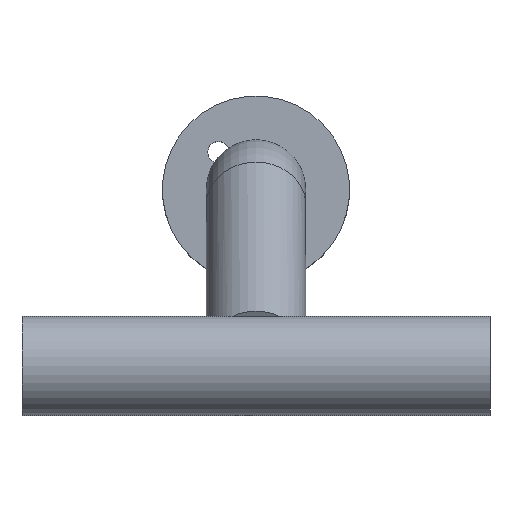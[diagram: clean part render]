
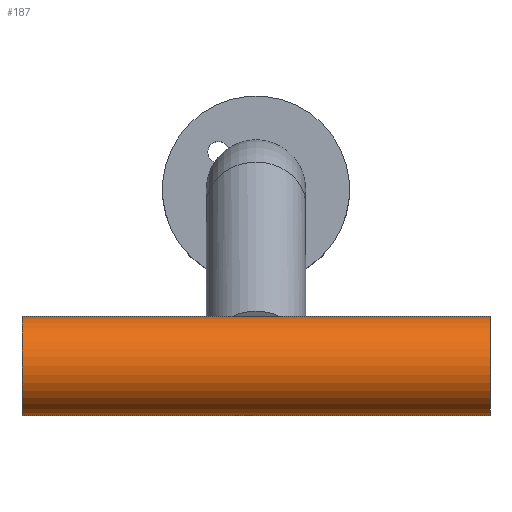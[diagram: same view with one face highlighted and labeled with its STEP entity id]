
A CAD part, top view. The second image highlights one B-rep face of the part: STEP entity #187.
In plain terms, the highlighted cylindrical face has radius 21.2 mm (diameter 42.4 mm), a full revolution.
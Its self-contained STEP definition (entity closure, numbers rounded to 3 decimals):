
#187=ADVANCED_FACE('',(#336,#337),#338,.T.);
#336=FACE_BOUND('',#512,.T.);
#337=FACE_BOUND('',#513,.T.);
#338=CYLINDRICAL_SURFACE('',#514,21.2);
#512=EDGE_LOOP('',(#871));
#513=EDGE_LOOP('',(#872));
#514=AXIS2_PLACEMENT_3D('',#873,#874,#875);
#871=ORIENTED_EDGE('',*,*,#1058,.F.);
#872=ORIENTED_EDGE('',*,*,#1059,.T.);
#873=CARTESIAN_POINT('',(1143.263,1529.266,438.442));
#874=DIRECTION('',(-1.0,0.0,0.0));
#875=DIRECTION('',(0.0,-1.0,0.0));
#1058=EDGE_CURVE('',#1226,#1226,#1227,.T.);
#1059=EDGE_CURVE('',#1228,#1228,#1229,.T.);
#1226=VERTEX_POINT('',#1657);
#1227=CIRCLE('',#1658,21.2);
#1228=VERTEX_POINT('',#1659);
#1229=CIRCLE('',#1660,21.2);
#1657=CARTESIAN_POINT('',(943.263,1550.466,438.442));
#1658=AXIS2_PLACEMENT_3D('',#1852,#1853,#1854);
#1659=CARTESIAN_POINT('',(1143.263,1508.066,438.442));
#1660=AXIS2_PLACEMENT_3D('',#1855,#1856,#1857);
#1852=CARTESIAN_POINT('',(943.263,1529.266,438.442));
#1853=DIRECTION('',(-1.0,0.0,0.0));
#1854=DIRECTION('',(0.0,-1.0,0.0));
#1855=CARTESIAN_POINT('',(1143.263,1529.266,438.442));
#1856=DIRECTION('',(-1.0,0.0,0.0));
#1857=DIRECTION('',(0.0,-1.0,0.0));
